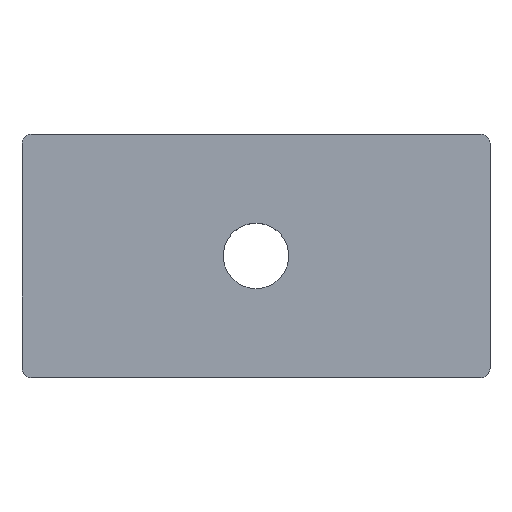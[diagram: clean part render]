
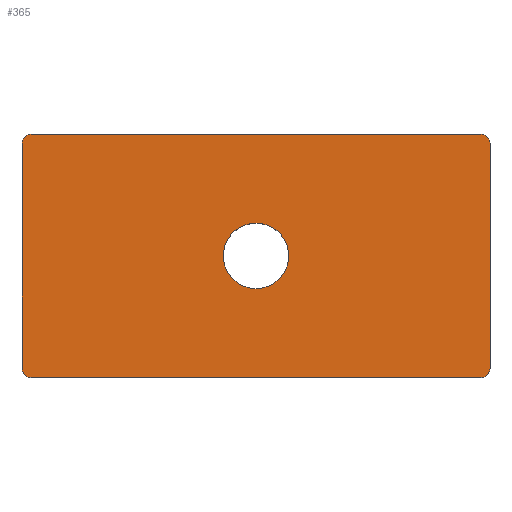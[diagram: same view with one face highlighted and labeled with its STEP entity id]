
A CAD part, top view. The second image highlights one B-rep face of the part: STEP entity #365.
In plain terms, the highlighted planar face has unit normal (0, 0, 1).
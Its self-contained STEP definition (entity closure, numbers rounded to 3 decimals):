
#16=FACE_BOUND('',#66,.T.);
#26=PLANE('',#416);
#45=FACE_OUTER_BOUND('',#65,.T.);
#65=EDGE_LOOP('',(#329,#330,#331,#332,#333,#334,#335,#336));
#66=EDGE_LOOP('',(#337));
#76=LINE('',#557,#109);
#89=LINE('',#594,#122);
#96=LINE('',#612,#129);
#99=LINE('',#629,#132);
#109=VECTOR('',#444,10.);
#122=VECTOR('',#479,10.);
#129=VECTOR('',#498,10.);
#132=VECTOR('',#523,10.);
#143=CIRCLE('',#400,0.5);
#144=CIRCLE('',#402,0.5);
#147=CIRCLE('',#408,0.5);
#148=CIRCLE('',#410,0.5);
#150=CIRCLE('',#414,1.75);
#162=VERTEX_POINT('',#554);
#163=VERTEX_POINT('',#556);
#175=VERTEX_POINT('',#591);
#176=VERTEX_POINT('',#593);
#177=VERTEX_POINT('',#598);
#178=VERTEX_POINT('',#602);
#181=VERTEX_POINT('',#610);
#182=VERTEX_POINT('',#616);
#184=VERTEX_POINT('',#625);
#198=EDGE_CURVE('',#163,#162,#76,.T.);
#217=EDGE_CURVE('',#176,#175,#89,.T.);
#220=EDGE_CURVE('',#176,#177,#143,.T.);
#222=EDGE_CURVE('',#178,#175,#144,.T.);
#227=EDGE_CURVE('',#178,#181,#96,.T.);
#230=EDGE_CURVE('',#182,#162,#147,.T.);
#231=EDGE_CURVE('',#163,#181,#148,.T.);
#233=EDGE_CURVE('',#184,#184,#150,.T.);
#235=EDGE_CURVE('',#182,#177,#99,.T.);
#329=ORIENTED_EDGE('',*,*,#220,.F.);
#330=ORIENTED_EDGE('',*,*,#217,.T.);
#331=ORIENTED_EDGE('',*,*,#222,.F.);
#332=ORIENTED_EDGE('',*,*,#227,.T.);
#333=ORIENTED_EDGE('',*,*,#231,.F.);
#334=ORIENTED_EDGE('',*,*,#198,.T.);
#335=ORIENTED_EDGE('',*,*,#230,.F.);
#336=ORIENTED_EDGE('',*,*,#235,.T.);
#337=ORIENTED_EDGE('',*,*,#233,.T.);
#365=ADVANCED_FACE('',(#45,#16),#26,.T.);
#400=AXIS2_PLACEMENT_3D('',#599,#484,#485);
#402=AXIS2_PLACEMENT_3D('',#603,#489,#490);
#408=AXIS2_PLACEMENT_3D('',#618,#506,#507);
#410=AXIS2_PLACEMENT_3D('',#620,#510,#511);
#414=AXIS2_PLACEMENT_3D('',#626,#518,#519);
#416=AXIS2_PLACEMENT_3D('',#630,#524,#525);
#444=DIRECTION('',(1.,0.,0.));
#479=DIRECTION('',(-1.,0.,0.));
#484=DIRECTION('center_axis',(0.,0.,-1.));
#485=DIRECTION('ref_axis',(0.707,0.707,0.));
#489=DIRECTION('center_axis',(0.,0.,-1.));
#490=DIRECTION('ref_axis',(-0.707,0.707,0.));
#498=DIRECTION('',(0.,-1.,0.));
#506=DIRECTION('center_axis',(0.,0.,-1.));
#507=DIRECTION('ref_axis',(0.707,-0.707,0.));
#510=DIRECTION('center_axis',(0.,0.,-1.));
#511=DIRECTION('ref_axis',(-0.707,-0.707,0.));
#518=DIRECTION('center_axis',(0.,0.,-1.));
#519=DIRECTION('ref_axis',(1.,0.,0.));
#523=DIRECTION('',(0.,1.,0.));
#524=DIRECTION('center_axis',(0.,0.,1.));
#525=DIRECTION('ref_axis',(1.,0.,0.));
#554=CARTESIAN_POINT('',(12.,-6.5,4.));
#556=CARTESIAN_POINT('',(-12.,-6.5,4.));
#557=CARTESIAN_POINT('',(-12.5,-6.5,4.));
#591=CARTESIAN_POINT('',(-12.,6.5,4.));
#593=CARTESIAN_POINT('',(12.,6.5,4.));
#594=CARTESIAN_POINT('',(12.5,6.5,4.));
#598=CARTESIAN_POINT('',(12.5,6.,4.));
#599=CARTESIAN_POINT('Origin',(12.,6.,4.));
#602=CARTESIAN_POINT('',(-12.5,6.,4.));
#603=CARTESIAN_POINT('Origin',(-12.,6.,4.));
#610=CARTESIAN_POINT('',(-12.5,-6.,4.));
#612=CARTESIAN_POINT('',(-12.5,6.5,4.));
#616=CARTESIAN_POINT('',(12.5,-6.,4.));
#618=CARTESIAN_POINT('Origin',(12.,-6.,4.));
#620=CARTESIAN_POINT('Origin',(-12.,-6.,4.));
#625=CARTESIAN_POINT('',(-1.75,0.,4.));
#626=CARTESIAN_POINT('Origin',(0.,0.,4.));
#629=CARTESIAN_POINT('',(12.5,-6.5,4.));
#630=CARTESIAN_POINT('Origin',(0.,0.,4.));
